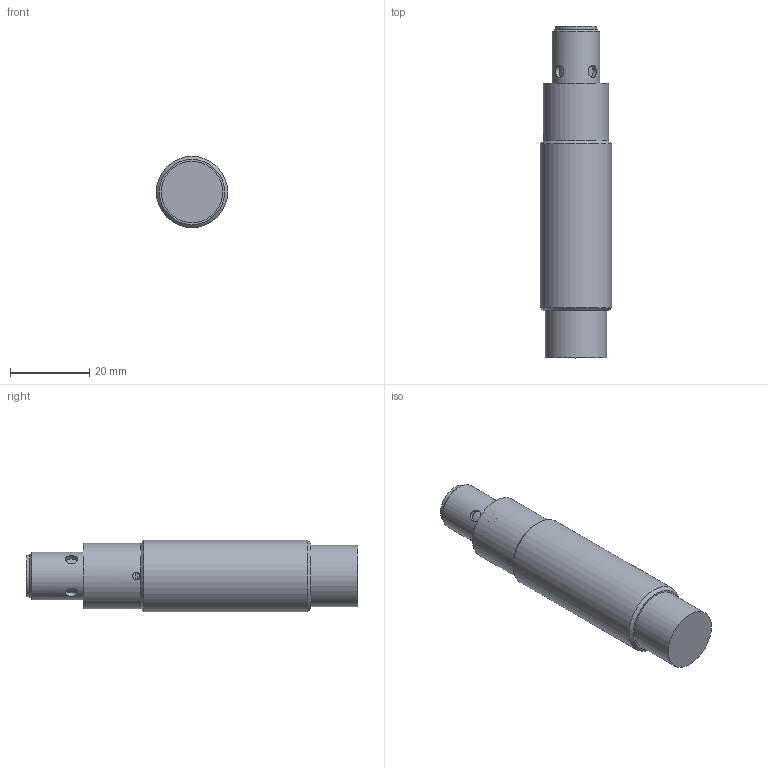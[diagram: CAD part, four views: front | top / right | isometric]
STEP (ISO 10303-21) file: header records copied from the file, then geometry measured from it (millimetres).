
FILE_DESCRIPTION(/* description */ (''),/* implementation_level */ '2;1');
FILE_NAME(/* name */ '804091_Shrinkwrap_1.stp',/* time_stamp */ '2021-12-21T13:30:12+01:00',/* author */ ('Krieger Anja'),/* organization */ (''),/* preprocessor_version */ 'ST-DEVELOPER v18.1',/* originating_system */ 'Autodesk Inventor 2021',/* authorisation */ '');
FILE_SCHEMA (('AUTOMOTIVE_DESIGN { 1 0 10303 214 3 1 1 }'));
Length unit declared in the file: millimetre
Products named in the file (1): 804091_Shrinkwrap_1
Bounding box: 18 x 84 x 18 mm (x, y, z)
Volume: 5931.1 mm3; surface area: 9687.9 mm2
Topology: 2 solids, 2 shells, 63 faces, 143 edges, 97 vertices
Faces by surface type: plane 29, cylinder 27, sphere 4, cone 3
Full cylindrical faces by diameter (mm): 1 x8, 1.8 x1, 1.9 x1, 2 x1, 3 x4, 8.5 x2, 9.5 x1, 9.7 x1, 10.4 x1, 12 x1, 14.3 x1, 15 x1, 15.5 x1, 16 x1, 16.5 x1, 18 x1
Entity records: 2249 total; most frequent: CARTESIAN_POINT 645, DIRECTION 306, ORIENTED_EDGE 278, EDGE_CURVE 139, AXIS2_PLACEMENT_3D 126, VERTEX_POINT 97, EDGE_LOOP 88, STYLED_ITEM 65
